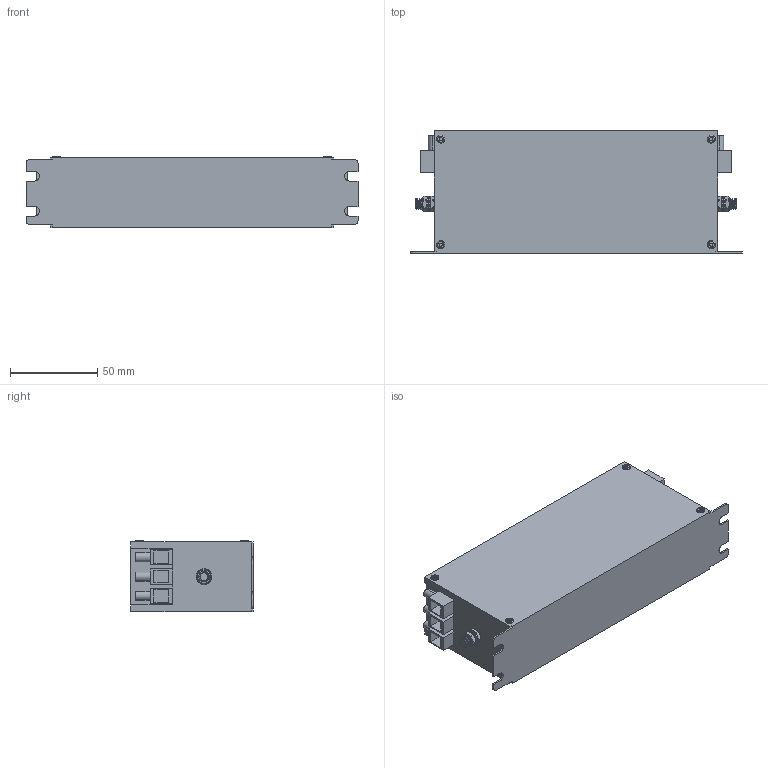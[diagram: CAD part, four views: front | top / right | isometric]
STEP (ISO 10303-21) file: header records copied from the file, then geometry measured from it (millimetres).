
FILE_DESCRIPTION (( 'STEP AP203' ), '1' );
FILE_NAME ('07TDVST2.STEP', '2017-08-16T04:08:29', ( 'Delta' ), ( '' ), 'SwSTEP 2.0', 'SolidWorks 2011', '' );
FILE_SCHEMA (( 'CONFIG_CONTROL_DESIGN' ));
Length unit declared in the file: millimetre
Products named in the file (1): 07TDVST2
Bounding box: 190 x 70 x 40.72 mm (x, y, z)
Volume: 456486.9 mm3; surface area: 49375.7 mm2
Topology: 1 solids, 1 shells, 367 faces, 934 edges, 601 vertices
Faces by surface type: plane 160, cylinder 105, torus 54, cone 38, bspline 10
Entity records: 14810 total; most frequent: CARTESIAN_POINT 6273, ORIENTED_EDGE 1868, DIRECTION 1611, EDGE_CURVE 934, VERTEX_POINT 601, AXIS2_PLACEMENT_3D 580, VECTOR 451, LINE 451
